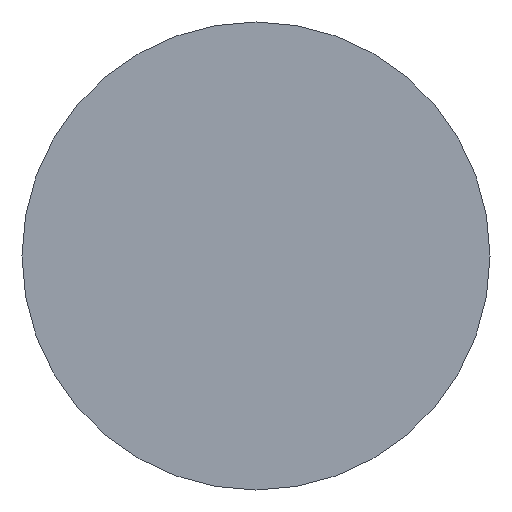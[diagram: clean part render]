
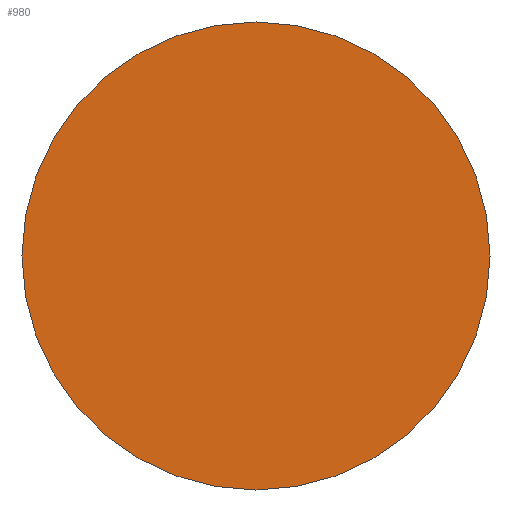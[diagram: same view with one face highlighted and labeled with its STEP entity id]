
A CAD part, front view. The second image highlights one B-rep face of the part: STEP entity #980.
In plain terms, the highlighted planar face has unit normal (0, -1, 0).
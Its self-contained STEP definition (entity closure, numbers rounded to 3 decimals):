
#57 = CARTESIAN_POINT ( 'NONE',  ( -25., 0., 0. ) ) ;
#73 = DIRECTION ( 'NONE',  ( 0., -1., 0. ) ) ;
#89 = VERTEX_POINT ( 'NONE', #57 ) ;
#153 = CARTESIAN_POINT ( 'NONE',  ( 25., 0., 0. ) ) ;
#178 = CARTESIAN_POINT ( 'NONE',  ( 0., 0., 0. ) ) ;
#295 = DIRECTION ( 'NONE',  ( 0., -1., 0. ) ) ;
#515 = VERTEX_POINT ( 'NONE', #153 ) ;
#682 = DIRECTION ( 'NONE',  ( 1., 0., 0. ) ) ;
#713 = AXIS2_PLACEMENT_3D ( 'NONE', #1382, #295, #682 ) ;
#725 = DIRECTION ( 'NONE',  ( 0., 1., 0. ) ) ;
#826 = FACE_OUTER_BOUND ( 'NONE', #1067, .T. ) ;
#862 = PLANE ( 'NONE',  #1140 ) ;
#934 = CIRCLE ( 'NONE', #1704, 25. ) ;
#980 = ADVANCED_FACE ( 'NONE', ( #826 ), #862, .F. ) ;
#1067 = EDGE_LOOP ( 'NONE', ( #1705, #1371 ) ) ;
#1140 = AXIS2_PLACEMENT_3D ( 'NONE', #178, #725, #1355 ) ;
#1214 = CARTESIAN_POINT ( 'NONE',  ( 0., 0., 0. ) ) ;
#1263 = CIRCLE ( 'NONE', #713, 25. ) ;
#1272 = DIRECTION ( 'NONE',  ( 1., 0., 0. ) ) ;
#1355 = DIRECTION ( 'NONE',  ( -1., 0., 0. ) ) ;
#1371 = ORIENTED_EDGE ( 'NONE', *, *, #1390, .T. ) ;
#1382 = CARTESIAN_POINT ( 'NONE',  ( 0., 0., 0. ) ) ;
#1390 = EDGE_CURVE ( 'NONE', #89, #515, #934, .T. ) ;
#1682 = EDGE_CURVE ( 'NONE', #515, #89, #1263, .T. ) ;
#1704 = AXIS2_PLACEMENT_3D ( 'NONE', #1214, #73, #1272 ) ;
#1705 = ORIENTED_EDGE ( 'NONE', *, *, #1682, .T. ) ;
